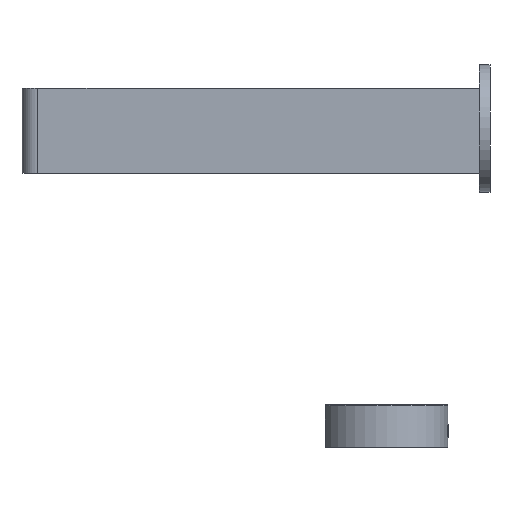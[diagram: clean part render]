
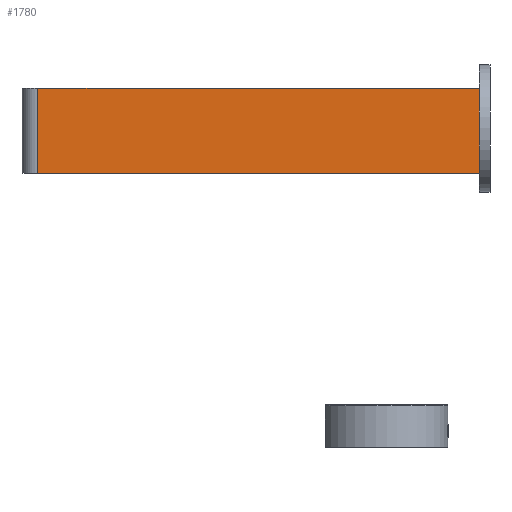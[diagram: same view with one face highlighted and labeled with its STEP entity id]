
A CAD part, left-side view. The second image highlights one B-rep face of the part: STEP entity #1780.
In plain terms, the highlighted planar face has unit normal (-1, 0, 0).
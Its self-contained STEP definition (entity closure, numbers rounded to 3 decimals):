
#153=PLANE('',#2019);
#249=FACE_OUTER_BOUND('',#360,.T.);
#360=EDGE_LOOP('',(#1555,#1556,#1557,#1558));
#582=LINE('',#3345,#716);
#583=LINE('',#3347,#717);
#584=LINE('',#3349,#718);
#585=LINE('',#3350,#719);
#716=VECTOR('',#2495,40.);
#717=VECTOR('',#2496,207.5);
#718=VECTOR('',#2497,40.);
#719=VECTOR('',#2498,207.5);
#893=VERTEX_POINT('',#3343);
#894=VERTEX_POINT('',#3344);
#895=VERTEX_POINT('',#3346);
#896=VERTEX_POINT('',#3348);
#1120=EDGE_CURVE('',#893,#894,#582,.T.);
#1121=EDGE_CURVE('',#895,#894,#583,.T.);
#1122=EDGE_CURVE('',#896,#895,#584,.T.);
#1123=EDGE_CURVE('',#893,#896,#585,.T.);
#1555=ORIENTED_EDGE('',*,*,#1120,.T.);
#1556=ORIENTED_EDGE('',*,*,#1121,.F.);
#1557=ORIENTED_EDGE('',*,*,#1122,.F.);
#1558=ORIENTED_EDGE('',*,*,#1123,.F.);
#1780=ADVANCED_FACE('',(#249),#153,.F.);
#2019=AXIS2_PLACEMENT_3D('',#3342,#2493,#2494);
#2493=DIRECTION('center_axis',(1.,0.,0.));
#2494=DIRECTION('ref_axis',(0.,1.,0.));
#2495=DIRECTION('',(0.,0.,-1.));
#2496=DIRECTION('',(0.,1.,0.));
#2497=DIRECTION('',(0.,0.,-1.));
#2498=DIRECTION('',(0.,-1.,0.));
#3342=CARTESIAN_POINT('Origin',(-6.903,5.096,148.832));
#3343=CARTESIAN_POINT('',(-6.903,212.596,168.832));
#3344=CARTESIAN_POINT('',(-6.903,212.596,128.832));
#3345=CARTESIAN_POINT('',(-6.903,212.596,168.832));
#3346=CARTESIAN_POINT('',(-6.903,5.096,128.832));
#3347=CARTESIAN_POINT('',(-6.903,5.096,128.832));
#3348=CARTESIAN_POINT('',(-6.903,5.096,168.832));
#3349=CARTESIAN_POINT('',(-6.903,5.096,168.832));
#3350=CARTESIAN_POINT('',(-6.903,212.596,168.832));
